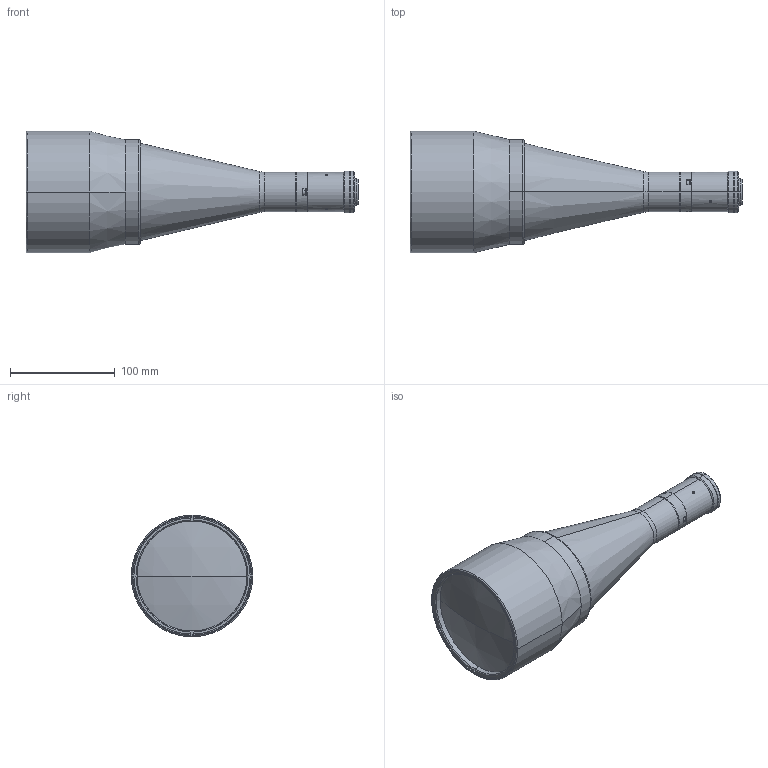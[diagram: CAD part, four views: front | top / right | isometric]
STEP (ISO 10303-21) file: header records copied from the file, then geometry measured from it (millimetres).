
FILE_DESCRIPTION (( 'STEP AP203' ), '1' );
FILE_NAME ('DP26381_TC3MHR080-C.step', '2020-09-04T07:45:22', ( '' ), ( '' ), 'SwSTEP 2.0', 'SolidWorks 2020', '' );
FILE_SCHEMA (( 'CONFIG_CONTROL_DESIGN' ));
Length unit declared in the file: millimetre
Products named in the file (1): DP26381_TC3MHR080-C
Bounding box: 316.98 x 116 x 116 mm (x, y, z)
Surface area: 132834.5 mm2 (no closed solid volume)
Topology: 0 solids, 16 shells, 118 faces, 343 edges, 241 vertices
Faces by surface type: cylinder 49, plane 35, cone 18, torus 14, sphere 2
Entity records: 4270 total; most frequent: CARTESIAN_POINT 955, DIRECTION 759, ORIENTED_EDGE 559, EDGE_CURVE 343, AXIS2_PLACEMENT_3D 317, VERTEX_POINT 241, CIRCLE 198, EDGE_LOOP 148
